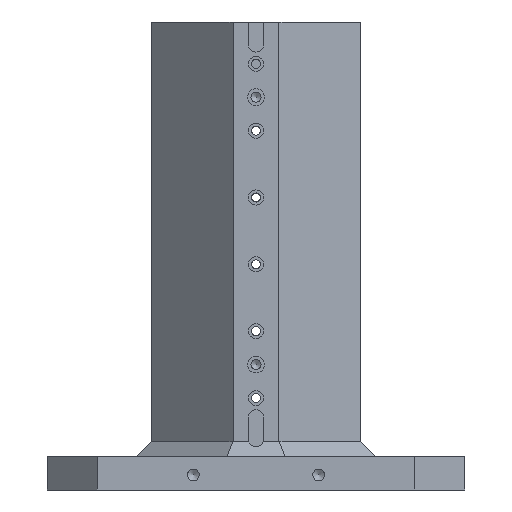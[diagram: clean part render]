
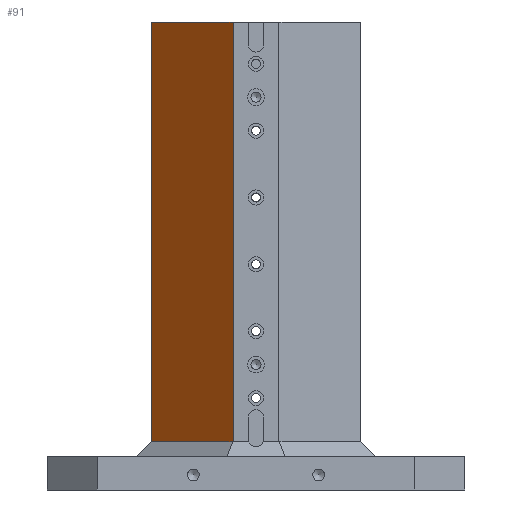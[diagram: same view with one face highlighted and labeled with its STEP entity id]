
A CAD part, front view. The second image highlights one B-rep face of the part: STEP entity #91.
In plain terms, the highlighted planar face has unit normal (-0.707, -0.707, 0).
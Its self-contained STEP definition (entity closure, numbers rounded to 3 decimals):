
#91 = ADVANCED_FACE( '', ( #402 ), #403, .T. );
#402 = FACE_OUTER_BOUND( '', #1138, .T. );
#403 = PLANE( '', #1139 );
#1138 = EDGE_LOOP( '', ( #2019, #2020, #2021, #2022 ) );
#1139 = AXIS2_PLACEMENT_3D( '', #2023, #2024, #2025 );
#2019 = ORIENTED_EDGE( '', *, *, #3676, .T. );
#2020 = ORIENTED_EDGE( '', *, *, #3681, .T. );
#2021 = ORIENTED_EDGE( '', *, *, #3682, .F. );
#2022 = ORIENTED_EDGE( '', *, *, #3612, .T. );
#2023 = CARTESIAN_POINT( '', ( -27.5, -125., 560. ) );
#2024 = DIRECTION( '', ( -0.707, -0.707, 0. ) );
#2025 = DIRECTION( '', ( 0.707, -0.707, 0. ) );
#3612 = EDGE_CURVE( '', #4179, #4177, #4180, .T. );
#3676 = EDGE_CURVE( '', #4177, #4296, #4298, .T. );
#3681 = EDGE_CURVE( '', #4296, #4307, #4308, .T. );
#3682 = EDGE_CURVE( '', #4179, #4307, #4309, .T. );
#4177 = VERTEX_POINT( '', #5076 );
#4179 = VERTEX_POINT( '', #5079 );
#4180 = LINE( '', #5080, #5081 );
#4296 = VERTEX_POINT( '', #5225 );
#4298 = LINE( '', #5228, #5229 );
#4307 = VERTEX_POINT( '', #5242 );
#4308 = LINE( '', #5243, #5244 );
#4309 = LINE( '', #5245, #5246 );
#5076 = CARTESIAN_POINT( '', ( -125., -27.5, 560. ) );
#5079 = CARTESIAN_POINT( '', ( -27.5, -125., 560. ) );
#5080 = CARTESIAN_POINT( '', ( -27.5, -125., 560. ) );
#5081 = VECTOR( '', #6067, 1000. );
#5225 = CARTESIAN_POINT( '', ( -125., -27.5, 58. ) );
#5228 = CARTESIAN_POINT( '', ( -125., -27.5, 560. ) );
#5229 = VECTOR( '', #6199, 1000. );
#5242 = CARTESIAN_POINT( '', ( -27.5, -125., 58. ) );
#5243 = CARTESIAN_POINT( '', ( -27.5, -125., 58. ) );
#5244 = VECTOR( '', #6204, 1000. );
#5245 = CARTESIAN_POINT( '', ( -27.5, -125., 560. ) );
#5246 = VECTOR( '', #6205, 1000. );
#6067 = DIRECTION( '', ( -0.707, 0.707, 0. ) );
#6199 = DIRECTION( '', ( 0., 0., -1. ) );
#6204 = DIRECTION( '', ( 0.707, -0.707, 0. ) );
#6205 = DIRECTION( '', ( 0., 0., -1. ) );
